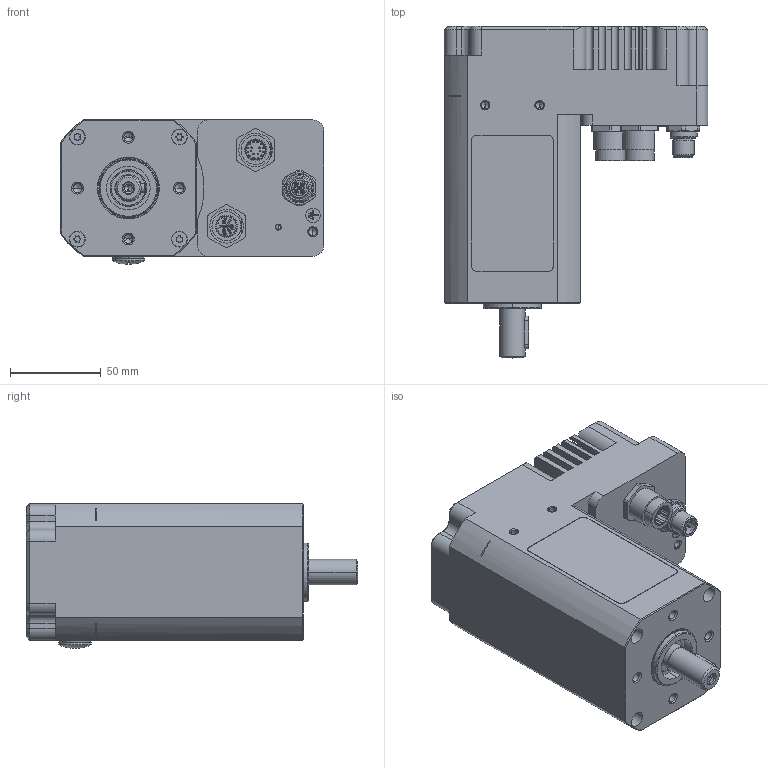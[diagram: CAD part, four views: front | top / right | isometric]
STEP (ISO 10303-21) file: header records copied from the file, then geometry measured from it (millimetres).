
FILE_DESCRIPTION((''),'2;1');
FILE_NAME('80360000','2019-07-23T',('ALEBLI1'),('CROUZET-AUTOMATISMES'),'CREO PARAMETRIC BY PTC INC, 2017170','CREO PARAMETRIC BY PTC INC, 2017170','');
FILE_SCHEMA(('AP203_CONFIGURATION_CONTROLLED_3D_DESIGN_OF_MECHANICAL_PARTS_AND_ASSEMBLIES_MIM_LF { 1 0 10303 403 2 1 2 }'));
Products named in the file (1): 80360000
Bounding box: 145 x 182.6 x 79.69 mm (x, y, z)
Surface area: 178678 mm2 (no closed solid volume)
Topology: 0 solids, 15 shells, 1826 faces, 4581 edges, 2913 vertices
Faces by surface type: cylinder 784, plane 679, cone 207, torus 58, extrusion 40, bspline 36, sphere 22
Entity records: 69333 total; most frequent: CARTESIAN_POINT 13407, DIRECTION 9985, ORIENTED_EDGE 9038, EDGE_CURVE 4519, AXIS2_PLACEMENT_3D 3868, VERTEX_POINT 2911, VECTOR 2246, LINE 2206
